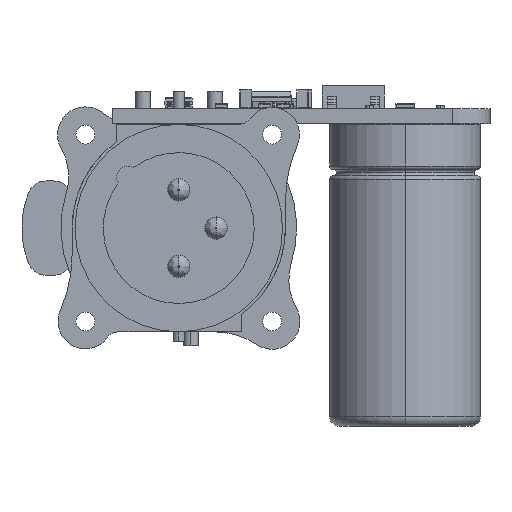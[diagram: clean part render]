
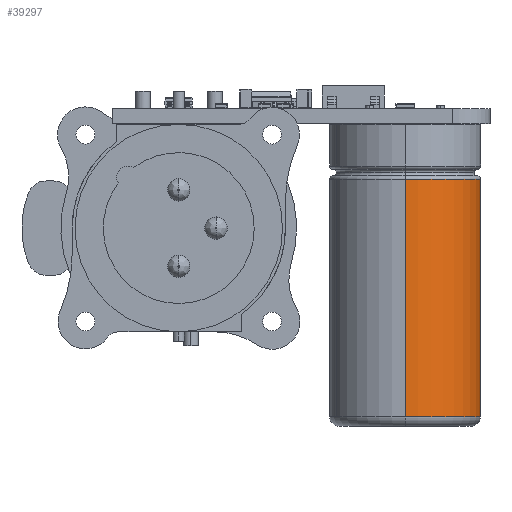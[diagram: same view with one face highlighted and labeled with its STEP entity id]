
A CAD part, left-side view. The second image highlights one B-rep face of the part: STEP entity #39297.
In plain terms, the highlighted cylindrical face has radius 8 mm (diameter 16 mm), a partial arc.
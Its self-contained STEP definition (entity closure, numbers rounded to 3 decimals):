
#38692 = EDGE_CURVE('',#38693,#38695,#38697,.T.);
#38693 = VERTEX_POINT('',#38694);
#38694 = CARTESIAN_POINT('',(0.,31.,8.));
#38695 = VERTEX_POINT('',#38696);
#38696 = CARTESIAN_POINT('',(0.,31.,-8.));
#38697 = SURFACE_CURVE('',#38698,(#38703,#38715),.PCURVE_S1.);
#38698 = CIRCLE('',#38699,8.);
#38699 = AXIS2_PLACEMENT_3D('',#38700,#38701,#38702);
#38700 = CARTESIAN_POINT('',(0.,31.,0.));
#38701 = DIRECTION('',(0.,-1.,0.));
#38702 = DIRECTION('',(0.,0.,-1.));
#38703 = PCURVE('',#38704,#38709);
#38704 = TOROIDAL_SURFACE('',#38705,7.,1.);
#38705 = AXIS2_PLACEMENT_3D('',#38706,#38707,#38708);
#38706 = CARTESIAN_POINT('',(0.,31.,0.));
#38707 = DIRECTION('',(0.,1.,0.));
#38708 = DIRECTION('',(0.,0.,-1.));
#38709 = DEFINITIONAL_REPRESENTATION('',(#38710),#38714);
#38710 = LINE('',#38711,#38712);
#38711 = CARTESIAN_POINT('',(6.283,0.));
#38712 = VECTOR('',#38713,1.);
#38713 = DIRECTION('',(-1.,0.));
#38714 = ( GEOMETRIC_REPRESENTATION_CONTEXT(2) 
PARAMETRIC_REPRESENTATION_CONTEXT() REPRESENTATION_CONTEXT('2D SPACE',''
  ) );
#38715 = PCURVE('',#38716,#38721);
#38716 = CYLINDRICAL_SURFACE('',#38717,8.);
#38717 = AXIS2_PLACEMENT_3D('',#38718,#38719,#38720);
#38718 = CARTESIAN_POINT('',(0.,0.,0.));
#38719 = DIRECTION('',(0.,-1.,0.));
#38720 = DIRECTION('',(0.,0.,1.));
#38721 = DEFINITIONAL_REPRESENTATION('',(#38722),#38726);
#38722 = LINE('',#38723,#38724);
#38723 = CARTESIAN_POINT('',(-3.142,-31.));
#38724 = VECTOR('',#38725,1.);
#38725 = DIRECTION('',(1.,0.));
#38726 = ( GEOMETRIC_REPRESENTATION_CONTEXT(2) 
PARAMETRIC_REPRESENTATION_CONTEXT() REPRESENTATION_CONTEXT('2D SPACE',''
  ) );
#39119 = EDGE_CURVE('',#39120,#39122,#39124,.T.);
#39120 = VERTEX_POINT('',#39121);
#39121 = CARTESIAN_POINT('',(0.,5.82,-8.));
#39122 = VERTEX_POINT('',#39123);
#39123 = CARTESIAN_POINT('',(0.,5.82,8.));
#39124 = SURFACE_CURVE('',#39125,(#39130,#39142),.PCURVE_S1.);
#39125 = CIRCLE('',#39126,8.);
#39126 = AXIS2_PLACEMENT_3D('',#39127,#39128,#39129);
#39127 = CARTESIAN_POINT('',(0.,5.82,0.));
#39128 = DIRECTION('',(0.,1.,0.));
#39129 = DIRECTION('',(0.,0.,1.));
#39130 = PCURVE('',#39131,#39136);
#39131 = TOROIDAL_SURFACE('',#39132,7.65,0.35);
#39132 = AXIS2_PLACEMENT_3D('',#39133,#39134,#39135);
#39133 = CARTESIAN_POINT('',(0.,5.82,0.));
#39134 = DIRECTION('',(0.,-1.,0.));
#39135 = DIRECTION('',(0.,0.,1.));
#39136 = DEFINITIONAL_REPRESENTATION('',(#39137),#39141);
#39137 = LINE('',#39138,#39139);
#39138 = CARTESIAN_POINT('',(6.283,0.));
#39139 = VECTOR('',#39140,1.);
#39140 = DIRECTION('',(-1.,0.));
#39141 = ( GEOMETRIC_REPRESENTATION_CONTEXT(2) 
PARAMETRIC_REPRESENTATION_CONTEXT() REPRESENTATION_CONTEXT('2D SPACE',''
  ) );
#39142 = PCURVE('',#38716,#39143);
#39143 = DEFINITIONAL_REPRESENTATION('',(#39144),#39148);
#39144 = LINE('',#39145,#39146);
#39145 = CARTESIAN_POINT('',(6.283,-5.82));
#39146 = VECTOR('',#39147,1.);
#39147 = DIRECTION('',(-1.,0.));
#39148 = ( GEOMETRIC_REPRESENTATION_CONTEXT(2) 
PARAMETRIC_REPRESENTATION_CONTEXT() REPRESENTATION_CONTEXT('2D SPACE',''
  ) );
#39297 = ADVANCED_FACE('',(#39298),#38716,.T.);
#39298 = FACE_BOUND('',#39299,.T.);
#39299 = EDGE_LOOP('',(#39300,#39301,#39327,#39328));
#39300 = ORIENTED_EDGE('',*,*,#38692,.T.);
#39301 = ORIENTED_EDGE('',*,*,#39302,.T.);
#39302 = EDGE_CURVE('',#38695,#39120,#39303,.T.);
#39303 = SURFACE_CURVE('',#39304,(#39308,#39315),.PCURVE_S1.);
#39304 = LINE('',#39305,#39306);
#39305 = CARTESIAN_POINT('',(0.,0.,-8.));
#39306 = VECTOR('',#39307,1.);
#39307 = DIRECTION('',(0.,-1.,0.));
#39308 = PCURVE('',#38716,#39309);
#39309 = DEFINITIONAL_REPRESENTATION('',(#39310),#39314);
#39310 = LINE('',#39311,#39312);
#39311 = CARTESIAN_POINT('',(3.142,0.));
#39312 = VECTOR('',#39313,1.);
#39313 = DIRECTION('',(0.,1.));
#39314 = ( GEOMETRIC_REPRESENTATION_CONTEXT(2) 
PARAMETRIC_REPRESENTATION_CONTEXT() REPRESENTATION_CONTEXT('2D SPACE',''
  ) );
#39315 = PCURVE('',#39316,#39321);
#39316 = CYLINDRICAL_SURFACE('',#39317,8.);
#39317 = AXIS2_PLACEMENT_3D('',#39318,#39319,#39320);
#39318 = CARTESIAN_POINT('',(0.,0.,0.));
#39319 = DIRECTION('',(0.,-1.,0.));
#39320 = DIRECTION('',(0.,0.,1.));
#39321 = DEFINITIONAL_REPRESENTATION('',(#39322),#39326);
#39322 = LINE('',#39323,#39324);
#39323 = CARTESIAN_POINT('',(3.142,0.));
#39324 = VECTOR('',#39325,1.);
#39325 = DIRECTION('',(0.,1.));
#39326 = ( GEOMETRIC_REPRESENTATION_CONTEXT(2) 
PARAMETRIC_REPRESENTATION_CONTEXT() REPRESENTATION_CONTEXT('2D SPACE',''
  ) );
#39327 = ORIENTED_EDGE('',*,*,#39119,.T.);
#39328 = ORIENTED_EDGE('',*,*,#39329,.F.);
#39329 = EDGE_CURVE('',#38693,#39122,#39330,.T.);
#39330 = SURFACE_CURVE('',#39331,(#39335,#39342),.PCURVE_S1.);
#39331 = LINE('',#39332,#39333);
#39332 = CARTESIAN_POINT('',(0.,0.,8.));
#39333 = VECTOR('',#39334,1.);
#39334 = DIRECTION('',(0.,-1.,0.));
#39335 = PCURVE('',#38716,#39336);
#39336 = DEFINITIONAL_REPRESENTATION('',(#39337),#39341);
#39337 = LINE('',#39338,#39339);
#39338 = CARTESIAN_POINT('',(0.,0.));
#39339 = VECTOR('',#39340,1.);
#39340 = DIRECTION('',(0.,1.));
#39341 = ( GEOMETRIC_REPRESENTATION_CONTEXT(2) 
PARAMETRIC_REPRESENTATION_CONTEXT() REPRESENTATION_CONTEXT('2D SPACE',''
  ) );
#39342 = PCURVE('',#39316,#39343);
#39343 = DEFINITIONAL_REPRESENTATION('',(#39344),#39348);
#39344 = LINE('',#39345,#39346);
#39345 = CARTESIAN_POINT('',(6.283,0.));
#39346 = VECTOR('',#39347,1.);
#39347 = DIRECTION('',(0.,1.));
#39348 = ( GEOMETRIC_REPRESENTATION_CONTEXT(2) 
PARAMETRIC_REPRESENTATION_CONTEXT() REPRESENTATION_CONTEXT('2D SPACE',''
  ) );
